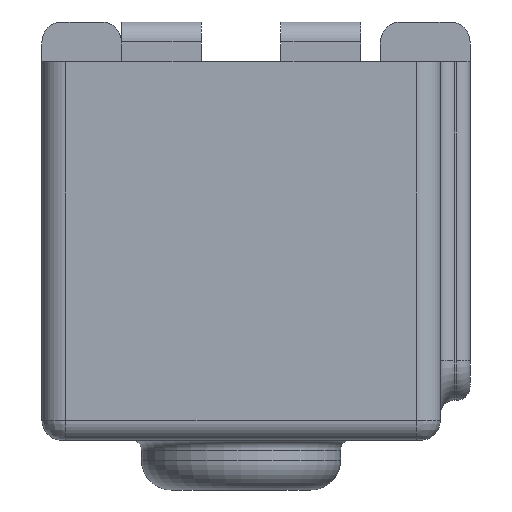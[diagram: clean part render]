
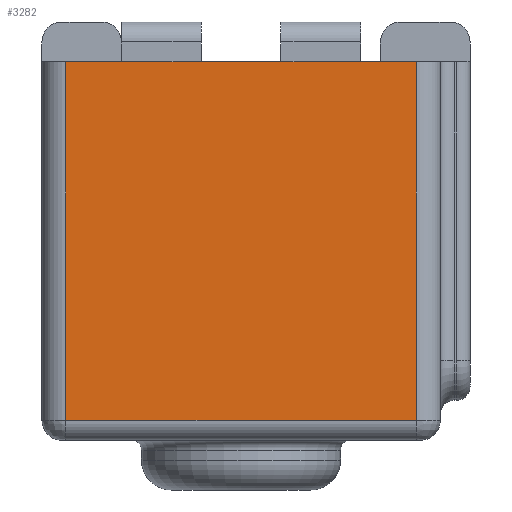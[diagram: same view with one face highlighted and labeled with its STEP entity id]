
A CAD part, left-side view. The second image highlights one B-rep face of the part: STEP entity #3282.
In plain terms, the highlighted planar face has unit normal (-1, 0, 0).
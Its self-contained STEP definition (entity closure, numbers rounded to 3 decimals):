
#111 = PLANE('',#112);
#112 = AXIS2_PLACEMENT_3D('',#113,#114,#115);
#113 = CARTESIAN_POINT('',(9.,8.,17.));
#114 = DIRECTION('',(-0.,-0.,-1.));
#115 = DIRECTION('',(-1.,0.,0.));
#139 = CYLINDRICAL_SURFACE('',#140,1.2);
#140 = AXIS2_PLACEMENT_3D('',#141,#142,#143);
#141 = CARTESIAN_POINT('',(-0.8,16.8,17.));
#142 = DIRECTION('',(0.,0.,-1.));
#143 = DIRECTION('',(-1.,-0.,-0.));
#864 = VERTEX_POINT('',#865);
#865 = CARTESIAN_POINT('',(-2.,14.,17.));
#891 = EDGE_CURVE('',#864,#892,#894,.T.);
#892 = VERTEX_POINT('',#893);
#893 = CARTESIAN_POINT('',(-2.,16.8,17.));
#894 = SURFACE_CURVE('',#895,(#899,#906),.PCURVE_S1.);
#895 = LINE('',#896,#897);
#896 = CARTESIAN_POINT('',(-2.,-2.,17.));
#897 = VECTOR('',#898,1.);
#898 = DIRECTION('',(0.,1.,0.));
#899 = PCURVE('',#111,#900);
#900 = DEFINITIONAL_REPRESENTATION('',(#901),#905);
#901 = LINE('',#902,#903);
#902 = CARTESIAN_POINT('',(11.,-10.));
#903 = VECTOR('',#904,1.);
#904 = DIRECTION('',(0.,1.));
#905 = ( GEOMETRIC_REPRESENTATION_CONTEXT(2) 
PARAMETRIC_REPRESENTATION_CONTEXT() REPRESENTATION_CONTEXT('2D SPACE',''
  ) );
#906 = PCURVE('',#907,#912);
#907 = PLANE('',#908);
#908 = AXIS2_PLACEMENT_3D('',#909,#910,#911);
#909 = CARTESIAN_POINT('',(-2.,-2.,17.));
#910 = DIRECTION('',(1.,0.,0.));
#911 = DIRECTION('',(0.,1.,0.));
#912 = DEFINITIONAL_REPRESENTATION('',(#913),#917);
#913 = LINE('',#914,#915);
#914 = CARTESIAN_POINT('',(0.,0.));
#915 = VECTOR('',#916,1.);
#916 = DIRECTION('',(1.,0.));
#917 = ( GEOMETRIC_REPRESENTATION_CONTEXT(2) 
PARAMETRIC_REPRESENTATION_CONTEXT() REPRESENTATION_CONTEXT('2D SPACE',''
  ) );
#1026 = EDGE_CURVE('',#892,#1027,#1029,.T.);
#1027 = VERTEX_POINT('',#1028);
#1028 = CARTESIAN_POINT('',(-2.,16.8,-1.));
#1029 = SURFACE_CURVE('',#1030,(#1034,#1041),.PCURVE_S1.);
#1030 = LINE('',#1031,#1032);
#1031 = CARTESIAN_POINT('',(-2.,16.8,17.));
#1032 = VECTOR('',#1033,1.);
#1033 = DIRECTION('',(0.,0.,-1.));
#1034 = PCURVE('',#139,#1035);
#1035 = DEFINITIONAL_REPRESENTATION('',(#1036),#1040);
#1036 = LINE('',#1037,#1038);
#1037 = CARTESIAN_POINT('',(0.,0.));
#1038 = VECTOR('',#1039,1.);
#1039 = DIRECTION('',(0.,1.));
#1040 = ( GEOMETRIC_REPRESENTATION_CONTEXT(2) 
PARAMETRIC_REPRESENTATION_CONTEXT() REPRESENTATION_CONTEXT('2D SPACE',''
  ) );
#1041 = PCURVE('',#907,#1042);
#1042 = DEFINITIONAL_REPRESENTATION('',(#1043),#1047);
#1043 = LINE('',#1044,#1045);
#1044 = CARTESIAN_POINT('',(18.8,0.));
#1045 = VECTOR('',#1046,1.);
#1046 = DIRECTION('',(0.,-1.));
#1047 = ( GEOMETRIC_REPRESENTATION_CONTEXT(2) 
PARAMETRIC_REPRESENTATION_CONTEXT() REPRESENTATION_CONTEXT('2D SPACE',''
  ) );
#3282 = ADVANCED_FACE('',(#3283),#907,.F.);
#3283 = FACE_BOUND('',#3284,.F.);
#3284 = EDGE_LOOP('',(#3285,#3315,#3341,#3342,#3343,#3371,#3399,#3427));
#3285 = ORIENTED_EDGE('',*,*,#3286,.T.);
#3286 = EDGE_CURVE('',#3287,#3289,#3291,.T.);
#3287 = VERTEX_POINT('',#3288);
#3288 = CARTESIAN_POINT('',(-2.,-0.8,17.));
#3289 = VERTEX_POINT('',#3290);
#3290 = CARTESIAN_POINT('',(-2.,-0.8,-1.));
#3291 = SURFACE_CURVE('',#3292,(#3296,#3303),.PCURVE_S1.);
#3292 = LINE('',#3293,#3294);
#3293 = CARTESIAN_POINT('',(-2.,-0.8,17.));
#3294 = VECTOR('',#3295,1.);
#3295 = DIRECTION('',(0.,0.,-1.));
#3296 = PCURVE('',#907,#3297);
#3297 = DEFINITIONAL_REPRESENTATION('',(#3298),#3302);
#3298 = LINE('',#3299,#3300);
#3299 = CARTESIAN_POINT('',(1.2,0.));
#3300 = VECTOR('',#3301,1.);
#3301 = DIRECTION('',(0.,-1.));
#3302 = ( GEOMETRIC_REPRESENTATION_CONTEXT(2) 
PARAMETRIC_REPRESENTATION_CONTEXT() REPRESENTATION_CONTEXT('2D SPACE',''
  ) );
#3303 = PCURVE('',#3304,#3309);
#3304 = CYLINDRICAL_SURFACE('',#3305,1.2);
#3305 = AXIS2_PLACEMENT_3D('',#3306,#3307,#3308);
#3306 = CARTESIAN_POINT('',(-0.8,-0.8,17.));
#3307 = DIRECTION('',(0.,0.,-1.));
#3308 = DIRECTION('',(0.,-1.,0.));
#3309 = DEFINITIONAL_REPRESENTATION('',(#3310),#3314);
#3310 = LINE('',#3311,#3312);
#3311 = CARTESIAN_POINT('',(1.571,0.));
#3312 = VECTOR('',#3313,1.);
#3313 = DIRECTION('',(0.,1.));
#3314 = ( GEOMETRIC_REPRESENTATION_CONTEXT(2) 
PARAMETRIC_REPRESENTATION_CONTEXT() REPRESENTATION_CONTEXT('2D SPACE',''
  ) );
#3315 = ORIENTED_EDGE('',*,*,#3316,.F.);
#3316 = EDGE_CURVE('',#1027,#3289,#3317,.T.);
#3317 = SURFACE_CURVE('',#3318,(#3322,#3329),.PCURVE_S1.);
#3318 = LINE('',#3319,#3320);
#3319 = CARTESIAN_POINT('',(-2.,16.8,-1.));
#3320 = VECTOR('',#3321,1.);
#3321 = DIRECTION('',(0.,-1.,0.));
#3322 = PCURVE('',#907,#3323);
#3323 = DEFINITIONAL_REPRESENTATION('',(#3324),#3328);
#3324 = LINE('',#3325,#3326);
#3325 = CARTESIAN_POINT('',(18.8,-18.));
#3326 = VECTOR('',#3327,1.);
#3327 = DIRECTION('',(-1.,0.));
#3328 = ( GEOMETRIC_REPRESENTATION_CONTEXT(2) 
PARAMETRIC_REPRESENTATION_CONTEXT() REPRESENTATION_CONTEXT('2D SPACE',''
  ) );
#3329 = PCURVE('',#3330,#3335);
#3330 = CYLINDRICAL_SURFACE('',#3331,1.);
#3331 = AXIS2_PLACEMENT_3D('',#3332,#3333,#3334);
#3332 = CARTESIAN_POINT('',(-1.,16.8,-1.));
#3333 = DIRECTION('',(0.,-1.,0.));
#3334 = DIRECTION('',(-0.,-0.,-1.));
#3335 = DEFINITIONAL_REPRESENTATION('',(#3336),#3340);
#3336 = LINE('',#3337,#3338);
#3337 = CARTESIAN_POINT('',(-1.571,0.));
#3338 = VECTOR('',#3339,1.);
#3339 = DIRECTION('',(-0.,1.));
#3340 = ( GEOMETRIC_REPRESENTATION_CONTEXT(2) 
PARAMETRIC_REPRESENTATION_CONTEXT() REPRESENTATION_CONTEXT('2D SPACE',''
  ) );
#3341 = ORIENTED_EDGE('',*,*,#1026,.F.);
#3342 = ORIENTED_EDGE('',*,*,#891,.F.);
#3343 = ORIENTED_EDGE('',*,*,#3344,.F.);
#3344 = EDGE_CURVE('',#3345,#864,#3347,.T.);
#3345 = VERTEX_POINT('',#3346);
#3346 = CARTESIAN_POINT('',(-2.,10.,17.));
#3347 = SURFACE_CURVE('',#3348,(#3352,#3359),.PCURVE_S1.);
#3348 = LINE('',#3349,#3350);
#3349 = CARTESIAN_POINT('',(-2.,10.,17.));
#3350 = VECTOR('',#3351,1.);
#3351 = DIRECTION('',(0.,1.,0.));
#3352 = PCURVE('',#907,#3353);
#3353 = DEFINITIONAL_REPRESENTATION('',(#3354),#3358);
#3354 = LINE('',#3355,#3356);
#3355 = CARTESIAN_POINT('',(12.,0.));
#3356 = VECTOR('',#3357,1.);
#3357 = DIRECTION('',(1.,0.));
#3358 = ( GEOMETRIC_REPRESENTATION_CONTEXT(2) 
PARAMETRIC_REPRESENTATION_CONTEXT() REPRESENTATION_CONTEXT('2D SPACE',''
  ) );
#3359 = PCURVE('',#3360,#3365);
#3360 = PLANE('',#3361);
#3361 = AXIS2_PLACEMENT_3D('',#3362,#3363,#3364);
#3362 = CARTESIAN_POINT('',(-2.,10.,17.));
#3363 = DIRECTION('',(-1.,0.,0.));
#3364 = DIRECTION('',(0.,1.,0.));
#3365 = DEFINITIONAL_REPRESENTATION('',(#3366),#3370);
#3366 = LINE('',#3367,#3368);
#3367 = CARTESIAN_POINT('',(0.,0.));
#3368 = VECTOR('',#3369,1.);
#3369 = DIRECTION('',(1.,0.));
#3370 = ( GEOMETRIC_REPRESENTATION_CONTEXT(2) 
PARAMETRIC_REPRESENTATION_CONTEXT() REPRESENTATION_CONTEXT('2D SPACE',''
  ) );
#3371 = ORIENTED_EDGE('',*,*,#3372,.F.);
#3372 = EDGE_CURVE('',#3373,#3345,#3375,.T.);
#3373 = VERTEX_POINT('',#3374);
#3374 = CARTESIAN_POINT('',(-2.,6.,17.));
#3375 = SURFACE_CURVE('',#3376,(#3380,#3387),.PCURVE_S1.);
#3376 = LINE('',#3377,#3378);
#3377 = CARTESIAN_POINT('',(-2.,-2.,17.));
#3378 = VECTOR('',#3379,1.);
#3379 = DIRECTION('',(0.,1.,0.));
#3380 = PCURVE('',#907,#3381);
#3381 = DEFINITIONAL_REPRESENTATION('',(#3382),#3386);
#3382 = LINE('',#3383,#3384);
#3383 = CARTESIAN_POINT('',(0.,0.));
#3384 = VECTOR('',#3385,1.);
#3385 = DIRECTION('',(1.,0.));
#3386 = ( GEOMETRIC_REPRESENTATION_CONTEXT(2) 
PARAMETRIC_REPRESENTATION_CONTEXT() REPRESENTATION_CONTEXT('2D SPACE',''
  ) );
#3387 = PCURVE('',#3388,#3393);
#3388 = PLANE('',#3389);
#3389 = AXIS2_PLACEMENT_3D('',#3390,#3391,#3392);
#3390 = CARTESIAN_POINT('',(9.,8.,17.));
#3391 = DIRECTION('',(-0.,-0.,-1.));
#3392 = DIRECTION('',(-1.,0.,0.));
#3393 = DEFINITIONAL_REPRESENTATION('',(#3394),#3398);
#3394 = LINE('',#3395,#3396);
#3395 = CARTESIAN_POINT('',(11.,-10.));
#3396 = VECTOR('',#3397,1.);
#3397 = DIRECTION('',(0.,1.));
#3398 = ( GEOMETRIC_REPRESENTATION_CONTEXT(2) 
PARAMETRIC_REPRESENTATION_CONTEXT() REPRESENTATION_CONTEXT('2D SPACE',''
  ) );
#3399 = ORIENTED_EDGE('',*,*,#3400,.T.);
#3400 = EDGE_CURVE('',#3373,#3401,#3403,.T.);
#3401 = VERTEX_POINT('',#3402);
#3402 = CARTESIAN_POINT('',(-2.,2.,17.));
#3403 = SURFACE_CURVE('',#3404,(#3408,#3415),.PCURVE_S1.);
#3404 = LINE('',#3405,#3406);
#3405 = CARTESIAN_POINT('',(-2.,6.,17.));
#3406 = VECTOR('',#3407,1.);
#3407 = DIRECTION('',(0.,-1.,0.));
#3408 = PCURVE('',#907,#3409);
#3409 = DEFINITIONAL_REPRESENTATION('',(#3410),#3414);
#3410 = LINE('',#3411,#3412);
#3411 = CARTESIAN_POINT('',(8.,0.));
#3412 = VECTOR('',#3413,1.);
#3413 = DIRECTION('',(-1.,0.));
#3414 = ( GEOMETRIC_REPRESENTATION_CONTEXT(2) 
PARAMETRIC_REPRESENTATION_CONTEXT() REPRESENTATION_CONTEXT('2D SPACE',''
  ) );
#3415 = PCURVE('',#3416,#3421);
#3416 = PLANE('',#3417);
#3417 = AXIS2_PLACEMENT_3D('',#3418,#3419,#3420);
#3418 = CARTESIAN_POINT('',(-2.,6.,17.));
#3419 = DIRECTION('',(1.,0.,0.));
#3420 = DIRECTION('',(0.,-1.,0.));
#3421 = DEFINITIONAL_REPRESENTATION('',(#3422),#3426);
#3422 = LINE('',#3423,#3424);
#3423 = CARTESIAN_POINT('',(0.,0.));
#3424 = VECTOR('',#3425,1.);
#3425 = DIRECTION('',(1.,0.));
#3426 = ( GEOMETRIC_REPRESENTATION_CONTEXT(2) 
PARAMETRIC_REPRESENTATION_CONTEXT() REPRESENTATION_CONTEXT('2D SPACE',''
  ) );
#3427 = ORIENTED_EDGE('',*,*,#3428,.F.);
#3428 = EDGE_CURVE('',#3287,#3401,#3429,.T.);
#3429 = SURFACE_CURVE('',#3430,(#3434,#3441),.PCURVE_S1.);
#3430 = LINE('',#3431,#3432);
#3431 = CARTESIAN_POINT('',(-2.,-2.,17.));
#3432 = VECTOR('',#3433,1.);
#3433 = DIRECTION('',(0.,1.,0.));
#3434 = PCURVE('',#907,#3435);
#3435 = DEFINITIONAL_REPRESENTATION('',(#3436),#3440);
#3436 = LINE('',#3437,#3438);
#3437 = CARTESIAN_POINT('',(0.,0.));
#3438 = VECTOR('',#3439,1.);
#3439 = DIRECTION('',(1.,0.));
#3440 = ( GEOMETRIC_REPRESENTATION_CONTEXT(2) 
PARAMETRIC_REPRESENTATION_CONTEXT() REPRESENTATION_CONTEXT('2D SPACE',''
  ) );
#3441 = PCURVE('',#3442,#3447);
#3442 = PLANE('',#3443);
#3443 = AXIS2_PLACEMENT_3D('',#3444,#3445,#3446);
#3444 = CARTESIAN_POINT('',(9.,8.,17.));
#3445 = DIRECTION('',(-0.,-0.,-1.));
#3446 = DIRECTION('',(-1.,0.,0.));
#3447 = DEFINITIONAL_REPRESENTATION('',(#3448),#3452);
#3448 = LINE('',#3449,#3450);
#3449 = CARTESIAN_POINT('',(11.,-10.));
#3450 = VECTOR('',#3451,1.);
#3451 = DIRECTION('',(0.,1.));
#3452 = ( GEOMETRIC_REPRESENTATION_CONTEXT(2) 
PARAMETRIC_REPRESENTATION_CONTEXT() REPRESENTATION_CONTEXT('2D SPACE',''
  ) );
